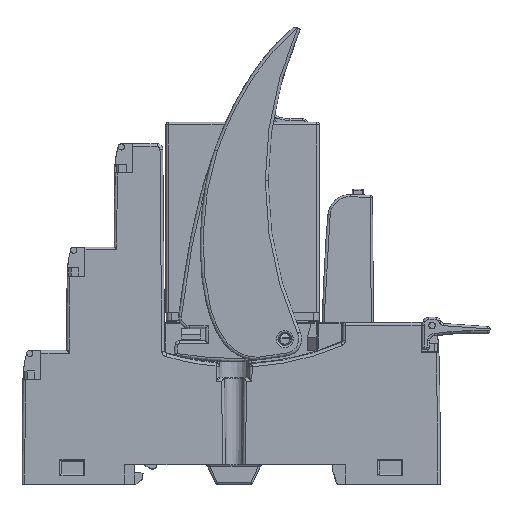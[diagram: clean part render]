
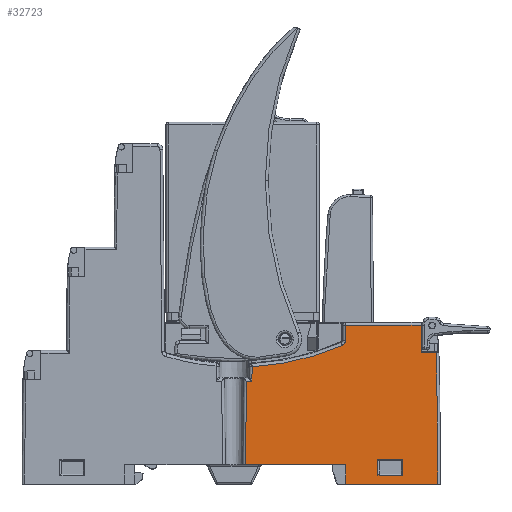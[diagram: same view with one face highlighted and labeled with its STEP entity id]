
A CAD part, top view. The second image highlights one B-rep face of the part: STEP entity #32723.
In plain terms, the highlighted planar face has unit normal (0, 0, 1).
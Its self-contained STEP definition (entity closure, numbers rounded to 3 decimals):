
#4383 = DIRECTION ( 'NONE',  ( 0., -1., 0. ) ) ;
#4391 = CARTESIAN_POINT ( 'NONE',  ( 21.5, 4.5, 13.45 ) ) ;
#4393 = CARTESIAN_POINT ( 'NONE',  ( 21.7, 1.8, 13.45 ) ) ;
#4394 = DIRECTION ( 'NONE',  ( 1., 0., 0. ) ) ;
#4398 = CARTESIAN_POINT ( 'NONE',  ( -5.38, 8.368, 13.45 ) ) ;
#4400 = CARTESIAN_POINT ( 'NONE',  ( 17.5, 1.6, 13.45 ) ) ;
#4409 = DIRECTION ( 'NONE',  ( -1., 0., 0. ) ) ;
#4412 = CARTESIAN_POINT ( 'NONE',  ( 953.5, 28.5, 13.45 ) ) ;
#4413 = DIRECTION ( 'NONE',  ( -1., 0., 0. ) ) ;
#4414 = CARTESIAN_POINT ( 'NONE',  ( 953.5, 23.6, 13.45 ) ) ;
#4417 = DIRECTION ( 'NONE',  ( -1., 0., 0. ) ) ;
#4418 = CARTESIAN_POINT ( 'NONE',  ( 25.017, 29., 13.45 ) ) ;
#4419 = DIRECTION ( 'NONE',  ( 0., -1., 0. ) ) ;
#4421 = CARTESIAN_POINT ( 'NONE',  ( 17.3, 4.3, 13.45 ) ) ;
#4423 = DIRECTION ( 'NONE',  ( 0., 1., 0. ) ) ;
#4426 = DIRECTION ( 'NONE',  ( -0.009, -1., 0. ) ) ;
#4428 = CARTESIAN_POINT ( 'NONE',  ( -971.5, 0., 13.45 ) ) ;
#4429 = DIRECTION ( 'NONE',  ( 0., 0., 1. ) ) ;
#4431 = DIRECTION ( 'NONE',  ( -1., 0., 0. ) ) ;
#4433 = DIRECTION ( 'NONE',  ( -0.009, -1., 0. ) ) ;
#4435 = CARTESIAN_POINT ( 'NONE',  ( 11.319, 8.222, 13.45 ) ) ;
#4436 = CARTESIAN_POINT ( 'NONE',  ( 10.472, 25.812, 13.45 ) ) ;
#4438 = DIRECTION ( 'NONE',  ( 0., 0., 1. ) ) ;
#4440 = DIRECTION ( 'NONE',  ( -1., 0., 0. ) ) ;
#4445 = CARTESIAN_POINT ( 'NONE',  ( -7.657, 67.01, 13.45 ) ) ;
#4446 = DIRECTION ( 'NONE',  ( 0., 0., -1. ) ) ;
#4448 = DIRECTION ( 'NONE',  ( -1., 0., 0. ) ) ;
#4449 = CARTESIAN_POINT ( 'NONE',  ( -6.38, 8.377, 13.45 ) ) ;
#4451 = DIRECTION ( 'NONE',  ( -0.009, -1., 0. ) ) ;
#4453 = CARTESIAN_POINT ( 'NONE',  ( 11.5, 3.5, 13.45 ) ) ;
#4455 = DIRECTION ( 'NONE',  ( 1., 0., 0. ) ) ;
#4467 = CARTESIAN_POINT ( 'NONE',  ( -6.787, 18.5, 13.45 ) ) ;
#4468 = DIRECTION ( 'NONE',  ( -1., 0., 0. ) ) ;
#4914 = LINE ( 'NONE', #4393, #4916 ) ;
#4916 = VECTOR ( 'NONE', #4383, 1000. ) ;
#4918 = LINE ( 'NONE', #4435, #4945 ) ;
#4922 = LINE ( 'NONE', #4412, #4928 ) ;
#4923 = LINE ( 'NONE', #4400, #4924 ) ;
#4924 = VECTOR ( 'NONE', #4409, 1000. ) ;
#4926 = LINE ( 'NONE', #4414, #4932 ) ;
#4928 = VECTOR ( 'NONE', #4413, 1000. ) ;
#4930 = LINE ( 'NONE', #4418, #4936 ) ;
#4932 = VECTOR ( 'NONE', #4417, 1000. ) ;
#4934 = LINE ( 'NONE', #4421, #4939 ) ;
#4936 = VECTOR ( 'NONE', #4419, 1000. ) ;
#4938 = CIRCLE ( 'NONE', #19395, 999.5 ) ;
#4939 = VECTOR ( 'NONE', #4423, 1000. ) ;
#4941 = CIRCLE ( 'NONE', #19396, 1. ) ;
#4944 = CIRCLE ( 'NONE', #19397, 46.01 ) ;
#4945 = VECTOR ( 'NONE', #4426, 1000. ) ;
#4946 = LINE ( 'NONE', #4398, #4950 ) ;
#4948 = LINE ( 'NONE', #4449, #4955 ) ;
#4950 = VECTOR ( 'NONE', #4433, 1000. ) ;
#4952 = LINE ( 'NONE', #4453, #4959 ) ;
#4955 = VECTOR ( 'NONE', #4451, 1000. ) ;
#4959 = VECTOR ( 'NONE', #4455, 1000. ) ;
#4967 = LINE ( 'NONE', #4467, #4971 ) ;
#4971 = VECTOR ( 'NONE', #4468, 1000. ) ;
#6984 = LINE ( 'NONE', #7260, #6997 ) ;
#6997 = VECTOR ( 'NONE', #7261, 1000. ) ;
#7260 = CARTESIAN_POINT ( 'NONE',  ( 28.5, 0., 13.45 ) ) ;
#7261 = DIRECTION ( 'NONE',  ( 1., 0., 0. ) ) ;
#11326 = VERTEX_POINT ( 'NONE', #48659 ) ;
#11388 = VERTEX_POINT ( 'NONE', #48684 ) ;
#11413 = VERTEX_POINT ( 'NONE', #48704 ) ;
#11418 = AXIS2_PLACEMENT_3D ( 'NONE', #28415, #28414, #28419 ) ;
#11430 = VERTEX_POINT ( 'NONE', #48677 ) ;
#11468 = VERTEX_POINT ( 'NONE', #48727 ) ;
#11496 = VERTEX_POINT ( 'NONE', #48648 ) ;
#11505 = VERTEX_POINT ( 'NONE', #48626 ) ;
#11519 = VERTEX_POINT ( 'NONE', #48734 ) ;
#11521 = VERTEX_POINT ( 'NONE', #48640 ) ;
#11538 = VERTEX_POINT ( 'NONE', #48653 ) ;
#12575 = ORIENTED_EDGE ( 'NONE', *, *, #70987, .T. ) ;
#12588 = ORIENTED_EDGE ( 'NONE', *, *, #70986, .T. ) ;
#12589 = ORIENTED_EDGE ( 'NONE', *, *, #70984, .F. ) ;
#12590 = ORIENTED_EDGE ( 'NONE', *, *, #70981, .F. ) ;
#12591 = ORIENTED_EDGE ( 'NONE', *, *, #70976, .T. ) ;
#12610 = ORIENTED_EDGE ( 'NONE', *, *, #70985, .T. ) ;
#12681 = ORIENTED_EDGE ( 'NONE', *, *, #70982, .T. ) ;
#12683 = ORIENTED_EDGE ( 'NONE', *, *, #70983, .T. ) ;
#12690 = ORIENTED_EDGE ( 'NONE', *, *, #70980, .T. ) ;
#12692 = ORIENTED_EDGE ( 'NONE', *, *, #21852, .T. ) ;
#12693 = ORIENTED_EDGE ( 'NONE', *, *, #70988, .T. ) ;
#12699 = ORIENTED_EDGE ( 'NONE', *, *, #70993, .T. ) ;
#12715 = ORIENTED_EDGE ( 'NONE', *, *, #70973, .T. ) ;
#12724 = ORIENTED_EDGE ( 'NONE', *, *, #70979, .T. ) ;
#12725 = ORIENTED_EDGE ( 'NONE', *, *, #70978, .T. ) ;
#12731 = ORIENTED_EDGE ( 'NONE', *, *, #81863, .T. ) ;
#12732 = ORIENTED_EDGE ( 'NONE', *, *, #70989, .T. ) ;
#14827 = CARTESIAN_POINT ( 'NONE',  ( 11.5, 0., 13.45 ) ) ;
#15151 = DIRECTION ( 'NONE',  ( 0., -1., 0. ) ) ;
#19395 = AXIS2_PLACEMENT_3D ( 'NONE', #4428, #4429, #4431 ) ;
#19396 = AXIS2_PLACEMENT_3D ( 'NONE', #4436, #4438, #4440 ) ;
#19397 = AXIS2_PLACEMENT_3D ( 'NONE', #4445, #4446, #4448 ) ;
#21852 = EDGE_CURVE ( 'NONE', #63126, #63099, #35640, .T. ) ;
#28414 = DIRECTION ( 'NONE',  ( 0., 0., -1. ) ) ;
#28415 = CARTESIAN_POINT ( 'NONE',  ( 953.5, 0., 13.45 ) ) ;
#28417 = PLANE ( 'NONE',  #11418 ) ;
#28419 = DIRECTION ( 'NONE',  ( -1., 0., 0. ) ) ;
#28879 = FACE_BOUND ( 'NONE', #72472, .T. ) ;
#28883 = FACE_OUTER_BOUND ( 'NONE', #72876, .T. ) ;
#32723 = ADVANCED_FACE ( 'NONE', ( #28879, #28883 ), #28417, .F. ) ;
#35640 = LINE ( 'NONE', #14827, #35647 ) ;
#35647 = VECTOR ( 'NONE', #15151, 1000. ) ;
#42621 = CARTESIAN_POINT ( 'NONE',  ( 28., 0., 13.45 ) ) ;
#42627 = CARTESIAN_POINT ( 'NONE',  ( 11.5, 0., 13.45 ) ) ;
#42674 = CARTESIAN_POINT ( 'NONE',  ( 11.5, 3.5, 13.45 ) ) ;
#43086 = CARTESIAN_POINT ( 'NONE',  ( 27.721, 23.6, 13.45 ) ) ;
#43177 = CARTESIAN_POINT ( 'NONE',  ( 17.3, 4.5, 13.45 ) ) ;
#44500 = LINE ( 'NONE', #4391, #44511 ) ;
#44511 = VECTOR ( 'NONE', #4394, 1000. ) ;
#48626 = CARTESIAN_POINT ( 'NONE',  ( 21.7, 1.6, 13.45 ) ) ;
#48640 = CARTESIAN_POINT ( 'NONE',  ( 17.3, 1.6, 13.45 ) ) ;
#48648 = CARTESIAN_POINT ( 'NONE',  ( -5.269, 21.062, 13.45 ) ) ;
#48653 = CARTESIAN_POINT ( 'NONE',  ( 11.472, 25.804, 13.45 ) ) ;
#48659 = CARTESIAN_POINT ( 'NONE',  ( -6.292, 18.5, 13.45 ) ) ;
#48677 = CARTESIAN_POINT ( 'NONE',  ( 25.017, 28.5, 13.45 ) ) ;
#48684 = CARTESIAN_POINT ( 'NONE',  ( -5.292, 18.5, 13.45 ) ) ;
#48704 = CARTESIAN_POINT ( 'NONE',  ( 11.496, 28.5, 13.45 ) ) ;
#48727 = CARTESIAN_POINT ( 'NONE',  ( -6.423, 3.5, 13.45 ) ) ;
#48734 = CARTESIAN_POINT ( 'NONE',  ( 25.017, 23.6, 13.45 ) ) ;
#52439 = CARTESIAN_POINT ( 'NONE',  ( 21.7, 4.5, 13.45 ) ) ;
#52817 = CARTESIAN_POINT ( 'NONE',  ( 10.875, 24.897, 13.45 ) ) ;
#63096 = VERTEX_POINT ( 'NONE', #42621 ) ;
#63099 = VERTEX_POINT ( 'NONE', #42627 ) ;
#63126 = VERTEX_POINT ( 'NONE', #42674 ) ;
#68141 = VERTEX_POINT ( 'NONE', #43086 ) ;
#68237 = VERTEX_POINT ( 'NONE', #43177 ) ;
#70973 = EDGE_CURVE ( 'NONE', #68237, #80374, #44500, .T. ) ;
#70976 = EDGE_CURVE ( 'NONE', #80374, #11505, #4914, .T. ) ;
#70978 = EDGE_CURVE ( 'NONE', #11505, #11521, #4923, .T. ) ;
#70979 = EDGE_CURVE ( 'NONE', #11430, #11413, #4922, .T. ) ;
#70980 = EDGE_CURVE ( 'NONE', #68141, #11519, #4926, .T. ) ;
#70981 = EDGE_CURVE ( 'NONE', #11430, #11519, #4930, .T. ) ;
#70982 = EDGE_CURVE ( 'NONE', #11521, #68237, #4934, .T. ) ;
#70983 = EDGE_CURVE ( 'NONE', #63096, #68141, #4938, .T. ) ;
#70984 = EDGE_CURVE ( 'NONE', #80841, #11538, #4941, .T. ) ;
#70985 = EDGE_CURVE ( 'NONE', #11413, #11538, #4918, .T. ) ;
#70986 = EDGE_CURVE ( 'NONE', #80841, #11496, #4944, .T. ) ;
#70987 = EDGE_CURVE ( 'NONE', #11496, #11388, #4946, .T. ) ;
#70988 = EDGE_CURVE ( 'NONE', #11326, #11468, #4948, .T. ) ;
#70989 = EDGE_CURVE ( 'NONE', #11468, #63126, #4952, .T. ) ;
#70993 = EDGE_CURVE ( 'NONE', #11388, #11326, #4967, .T. ) ;
#72472 = EDGE_LOOP ( 'NONE', ( #12715, #12591, #12725, #12681 ) ) ;
#72876 = EDGE_LOOP ( 'NONE', ( #12683, #12690, #12590, #12724, #12610, #12589, #12588, #12575, #12699, #12693, #12732, #12692, #12731 ) ) ;
#80374 = VERTEX_POINT ( 'NONE', #52439 ) ;
#80841 = VERTEX_POINT ( 'NONE', #52817 ) ;
#81863 = EDGE_CURVE ( 'NONE', #63099, #63096, #6984, .T. ) ;
